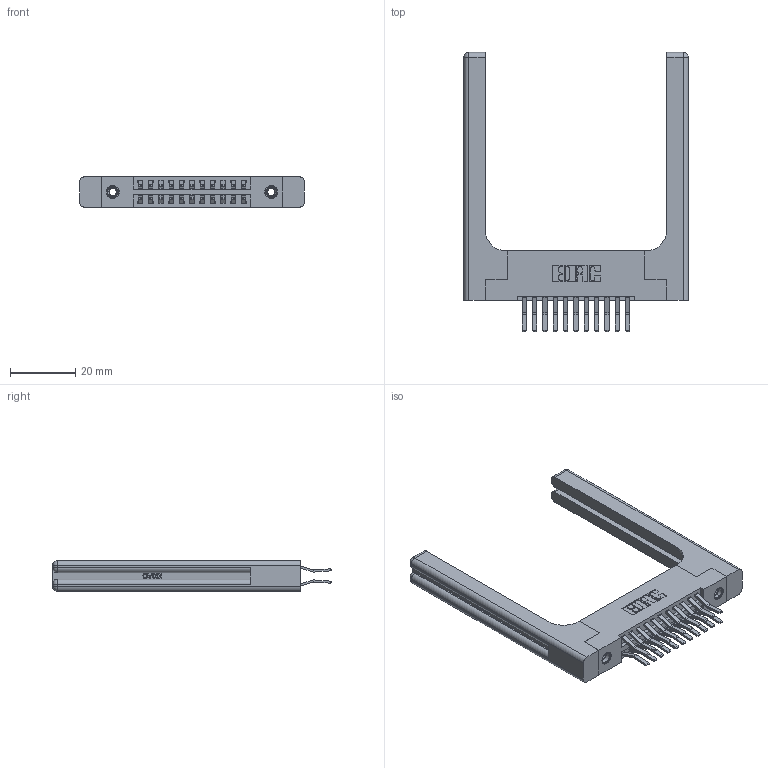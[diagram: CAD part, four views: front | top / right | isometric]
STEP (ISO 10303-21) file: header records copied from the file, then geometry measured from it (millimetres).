
FILE_DESCRIPTION (( 'STEP AP203' ), '1' );
FILE_NAME ('396-022-560-258.STEP', '2019-10-30T04:01:48', ( '' ), ( '' ), 'SwSTEP 2.0', 'SolidWorks 2016', '' );
FILE_SCHEMA (( 'CONFIG_CONTROL_DESIGN' ));
Length unit declared in the file: inch
Products named in the file (5): 346-220-058_345-220-058; 345-292-001_560 Tail; 396-022-560-258; 346 Part_Flush Mounting Lugs - 0.156 Dia-TH; 345-250-001_345-250-001-102
Assembly tree (27 placements, depth 2):
  396-022-560-258
    346 Part_Flush Mounting Lugs - 0.156 Dia-TH
    345-292-001_560 Tail  x22
    345-250-001_345-250-001-102  x2
    346-220-058_345-220-058  x2
Bounding box: 68.99 x 85.74 x 9.4 mm (x, y, z)
Volume: 14124.7 mm3; surface area: 13984.3 mm2
Topology: 27 solids, 27 shells, 1566 faces, 4537 edges, 2974 vertices
Faces by surface type: plane 994, cylinder 512, bspline 36, cone 12, sphere 8, torus 4
Entity records: 16622 total; most frequent: CARTESIAN_POINT 3789, ORIENTED_EDGE 2520, DIRECTION 2328, EDGE_CURVE 1260, LINE 988, VECTOR 988, VERTEX_POINT 830, AXIS2_PLACEMENT_3D 670
